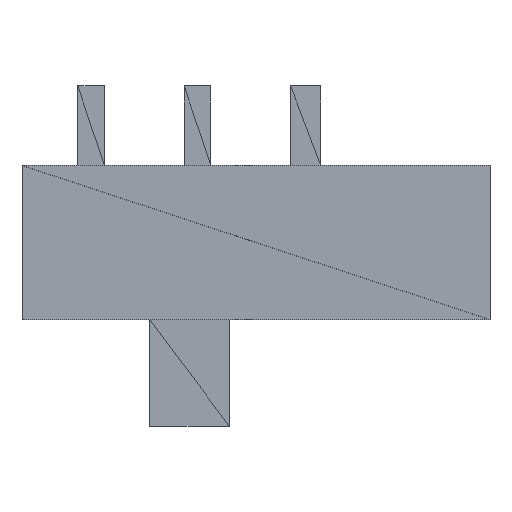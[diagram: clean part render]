
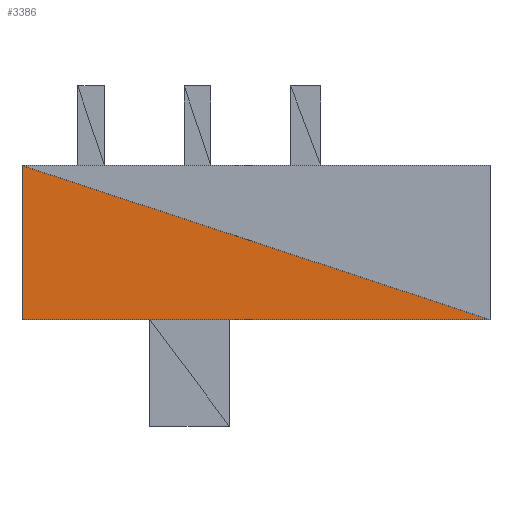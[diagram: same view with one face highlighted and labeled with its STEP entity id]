
A CAD part, top view. The second image highlights one B-rep face of the part: STEP entity #3386.
In plain terms, the highlighted planar face has unit normal (0, 0, 1).
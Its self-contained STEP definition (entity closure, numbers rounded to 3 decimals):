
#2911 = VERTEX_POINT('',#2912);
#2912 = CARTESIAN_POINT('',(0.,-2.9,2.));
#3007 = PLANE('',#3008);
#3008 = AXIS2_PLACEMENT_3D('',#3009,#3010,#3011);
#3009 = CARTESIAN_POINT('',(4.442,-2.9,
    1.476));
#3010 = DIRECTION('',(0.,-1.,0.));
#3011 = DIRECTION('',(-1.,0.,0.));
#3023 = VERTEX_POINT('',#3024);
#3024 = CARTESIAN_POINT('',(8.8,-2.9,2.));
#3049 = EDGE_CURVE('',#2911,#3023,#3050,.T.);
#3050 = SURFACE_CURVE('',#3051,(#3055,#3061),.PCURVE_S1.);
#3051 = LINE('',#3052,#3053);
#3052 = CARTESIAN_POINT('',(0.,-2.9,2.));
#3053 = VECTOR('',#3054,1.);
#3054 = DIRECTION('',(1.,0.,0.));
#3055 = PCURVE('',#3007,#3056);
#3056 = DEFINITIONAL_REPRESENTATION('',(#3057),#3060);
#3057 = B_SPLINE_CURVE_WITH_KNOTS('',1,(#3058,#3059),.UNSPECIFIED.,.F.,
  .F.,(2,2),(0.,8.8),.PIECEWISE_BEZIER_KNOTS.);
#3058 = CARTESIAN_POINT('',(4.442,-0.524));
#3059 = CARTESIAN_POINT('',(-4.358,-0.524));
#3060 = ( GEOMETRIC_REPRESENTATION_CONTEXT(2) 
PARAMETRIC_REPRESENTATION_CONTEXT() REPRESENTATION_CONTEXT('2D SPACE',''
  ) );
#3061 = PCURVE('',#3062,#3067);
#3062 = PLANE('',#3063);
#3063 = AXIS2_PLACEMENT_3D('',#3064,#3065,#3066);
#3064 = CARTESIAN_POINT('',(3.791,-2.059,2.));
#3065 = DIRECTION('',(0.,0.,1.));
#3066 = DIRECTION('',(1.,0.,-0.));
#3067 = DEFINITIONAL_REPRESENTATION('',(#3068),#3072);
#3068 = LINE('',#3069,#3070);
#3069 = CARTESIAN_POINT('',(-3.791,-0.841));
#3070 = VECTOR('',#3071,1.);
#3071 = DIRECTION('',(1.,0.));
#3072 = ( GEOMETRIC_REPRESENTATION_CONTEXT(2) 
PARAMETRIC_REPRESENTATION_CONTEXT() REPRESENTATION_CONTEXT('2D SPACE',''
  ) );
#3386 = ADVANCED_FACE('',(#3387),#3062,.T.);
#3387 = FACE_BOUND('',#3388,.T.);
#3388 = EDGE_LOOP('',(#3389,#3390,#3417));
#3389 = ORIENTED_EDGE('',*,*,#3049,.T.);
#3390 = ORIENTED_EDGE('',*,*,#3391,.T.);
#3391 = EDGE_CURVE('',#3023,#3392,#3394,.T.);
#3392 = VERTEX_POINT('',#3393);
#3393 = CARTESIAN_POINT('',(0.,0.,2.));
#3394 = SURFACE_CURVE('',#3395,(#3399,#3406),.PCURVE_S1.);
#3395 = LINE('',#3396,#3397);
#3396 = CARTESIAN_POINT('',(8.8,-2.9,2.));
#3397 = VECTOR('',#3398,1.);
#3398 = DIRECTION('',(-0.95,0.313,0.));
#3399 = PCURVE('',#3062,#3400);
#3400 = DEFINITIONAL_REPRESENTATION('',(#3401),#3405);
#3401 = LINE('',#3402,#3403);
#3402 = CARTESIAN_POINT('',(5.009,-0.841));
#3403 = VECTOR('',#3404,1.);
#3404 = DIRECTION('',(-0.95,0.313));
#3405 = ( GEOMETRIC_REPRESENTATION_CONTEXT(2) 
PARAMETRIC_REPRESENTATION_CONTEXT() REPRESENTATION_CONTEXT('2D SPACE',''
  ) );
#3406 = PCURVE('',#3407,#3412);
#3407 = PLANE('',#3408);
#3408 = AXIS2_PLACEMENT_3D('',#3409,#3410,#3411);
#3409 = CARTESIAN_POINT('',(5.009,-0.841,2.));
#3410 = DIRECTION('',(0.,0.,1.));
#3411 = DIRECTION('',(1.,0.,-0.));
#3412 = DEFINITIONAL_REPRESENTATION('',(#3413),#3416);
#3413 = B_SPLINE_CURVE_WITH_KNOTS('',1,(#3414,#3415),.UNSPECIFIED.,.F.,
  .F.,(2,2),(0.,9.266),.PIECEWISE_BEZIER_KNOTS.);
#3414 = CARTESIAN_POINT('',(3.791,-2.059));
#3415 = CARTESIAN_POINT('',(-5.009,0.841));
#3416 = ( GEOMETRIC_REPRESENTATION_CONTEXT(2) 
PARAMETRIC_REPRESENTATION_CONTEXT() REPRESENTATION_CONTEXT('2D SPACE',''
  ) );
#3417 = ORIENTED_EDGE('',*,*,#3418,.T.);
#3418 = EDGE_CURVE('',#3392,#2911,#3419,.T.);
#3419 = SURFACE_CURVE('',#3420,(#3424,#3431),.PCURVE_S1.);
#3420 = LINE('',#3421,#3422);
#3421 = CARTESIAN_POINT('',(0.,0.,2.));
#3422 = VECTOR('',#3423,1.);
#3423 = DIRECTION('',(0.,-1.,0.));
#3424 = PCURVE('',#3062,#3425);
#3425 = DEFINITIONAL_REPRESENTATION('',(#3426),#3430);
#3426 = LINE('',#3427,#3428);
#3427 = CARTESIAN_POINT('',(-3.791,2.059));
#3428 = VECTOR('',#3429,1.);
#3429 = DIRECTION('',(0.,-1.));
#3430 = ( GEOMETRIC_REPRESENTATION_CONTEXT(2) 
PARAMETRIC_REPRESENTATION_CONTEXT() REPRESENTATION_CONTEXT('2D SPACE',''
  ) );
#3431 = PCURVE('',#3432,#3437);
#3432 = PLANE('',#3433);
#3433 = AXIS2_PLACEMENT_3D('',#3434,#3435,#3436);
#3434 = CARTESIAN_POINT('',(0.,-1.794,1.344));
#3435 = DIRECTION('',(-1.,-0.,-0.));
#3436 = DIRECTION('',(0.,0.,-1.));
#3437 = DEFINITIONAL_REPRESENTATION('',(#3438),#3441);
#3438 = B_SPLINE_CURVE_WITH_KNOTS('',1,(#3439,#3440),.UNSPECIFIED.,.F.,
  .F.,(2,2),(0.,2.9),.PIECEWISE_BEZIER_KNOTS.);
#3439 = CARTESIAN_POINT('',(-0.656,-1.794));
#3440 = CARTESIAN_POINT('',(-0.656,1.106));
#3441 = ( GEOMETRIC_REPRESENTATION_CONTEXT(2) 
PARAMETRIC_REPRESENTATION_CONTEXT() REPRESENTATION_CONTEXT('2D SPACE',''
  ) );
